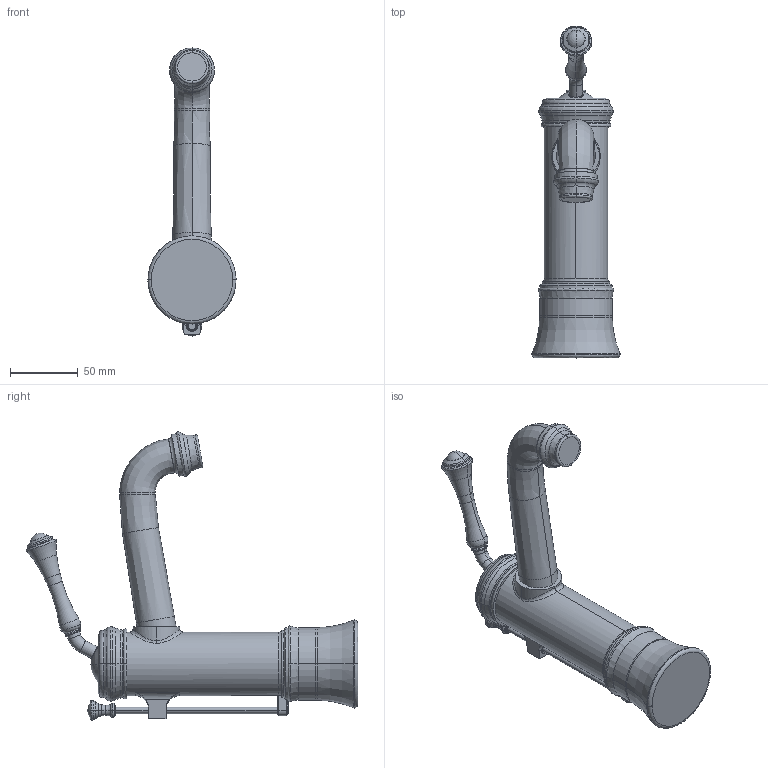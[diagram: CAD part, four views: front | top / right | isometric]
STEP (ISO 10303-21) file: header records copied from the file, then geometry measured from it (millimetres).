
FILE_DESCRIPTION((''),'2;1');
FILE_NAME('9203_SW0001','2021-02-05T09:31:34',('rsmith'),(''),'CREO PARAMETRIC BY PTC INC, 2018400','CREO PARAMETRIC BY PTC INC, 2018400','');
FILE_SCHEMA(('AUTOMOTIVE_DESIGN { 1 0 10303 214 1 1 1 1 }'));
Length unit declared in the file: inch
Products named in the file (1): 9203_SW0001
Bounding box: 65.16 x 245.12 x 212.94 mm (x, y, z)
Volume: 489359 mm3; surface area: 66787.4 mm2
Topology: 1 solids, 4 shells, 246 faces, 558 edges, 324 vertices
Faces by surface type: torus 82, cylinder 62, plane 50, bspline 36, sphere 8, cone 8
Entity records: 15178 total; most frequent: CARTESIAN_POINT 6930, DIRECTION 1216, ORIENTED_EDGE 1100, PRESENTATION_STYLE_ASSIGNMENT 676, STYLED_ITEM 563, CURVE_STYLE 550, EDGE_CURVE 550, AXIS2_PLACEMENT_3D 536
